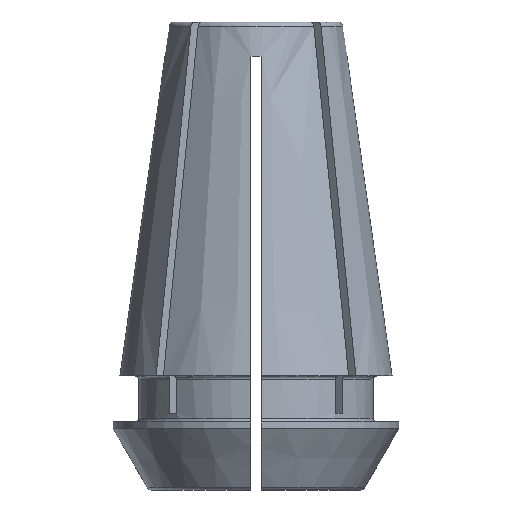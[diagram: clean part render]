
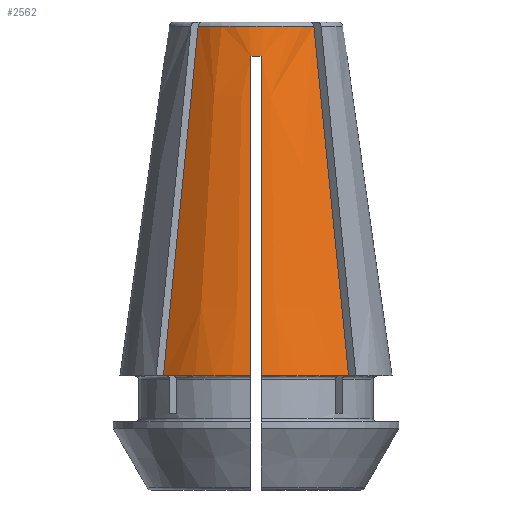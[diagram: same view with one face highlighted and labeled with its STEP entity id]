
A CAD part, front view. The second image highlights one B-rep face of the part: STEP entity #2562.
In plain terms, the highlighted conical face has half-angle 8 degrees and reference radius 5.077 mm.
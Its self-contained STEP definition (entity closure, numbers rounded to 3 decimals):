
#59=CONICAL_SURFACE('',#2789,5.077,0.14);
#157=CIRCLE('',#2770,8.);
#168=CIRCLE('',#2787,5.113);
#170=CIRCLE('',#2790,8.);
#171=CIRCLE('',#2791,5.358);
#248=B_SPLINE_CURVE_WITH_KNOTS('',3,(#3788,#3789,#3790,#3791,#3792,#3793,
#3794),.UNSPECIFIED.,.F.,.F.,(4,3,4),(0.,0.014,
0.021),.UNSPECIFIED.);
#277=B_SPLINE_CURVE_WITH_KNOTS('',3,(#4262,#4263,#4264,#4265,#4266,#4267,
#4268),.UNSPECIFIED.,.F.,.F.,(4,3,4),(0.,0.014,
0.021),.UNSPECIFIED.);
#278=B_SPLINE_CURVE_WITH_KNOTS('',3,(#4269,#4270,#4271,#4272,#4273,#4274,
#4275,#4276,#4277,#4278),.UNSPECIFIED.,.F.,.F.,(4,3,3,4),(0.008,
0.01,0.019,0.027),
 .UNSPECIFIED.);
#279=B_SPLINE_CURVE_WITH_KNOTS('',3,(#4282,#4283,#4284,#4285,#4286,#4287,
#4288,#4289,#4290,#4291),.UNSPECIFIED.,.F.,.F.,(4,3,3,4),(0.008,
0.01,0.019,0.027),
 .UNSPECIFIED.);
#574=ORIENTED_EDGE('',*,*,#1331,.T.);
#575=ORIENTED_EDGE('',*,*,#1159,.T.);
#576=ORIENTED_EDGE('',*,*,#1328,.F.);
#577=ORIENTED_EDGE('',*,*,#1332,.F.);
#578=ORIENTED_EDGE('',*,*,#1307,.T.);
#579=ORIENTED_EDGE('',*,*,#1333,.F.);
#580=ORIENTED_EDGE('',*,*,#1334,.F.);
#581=ORIENTED_EDGE('',*,*,#1335,.T.);
#1159=EDGE_CURVE('',#1566,#1565,#248,.T.);
#1307=EDGE_CURVE('',#1683,#1682,#157,.T.);
#1328=EDGE_CURVE('',#1698,#1565,#168,.T.);
#1331=EDGE_CURVE('',#1700,#1566,#170,.T.);
#1332=EDGE_CURVE('',#1683,#1698,#277,.T.);
#1333=EDGE_CURVE('',#1701,#1682,#278,.T.);
#1334=EDGE_CURVE('',#1702,#1701,#171,.T.);
#1335=EDGE_CURVE('',#1702,#1700,#279,.T.);
#1565=VERTEX_POINT('',#3787);
#1566=VERTEX_POINT('',#3795);
#1682=VERTEX_POINT('',#4202);
#1683=VERTEX_POINT('',#4204);
#1698=VERTEX_POINT('',#4252);
#1700=VERTEX_POINT('',#4261);
#1701=VERTEX_POINT('',#4279);
#1702=VERTEX_POINT('',#4281);
#2226=EDGE_LOOP('',(#574,#575,#576,#577,#578,#579,#580,#581));
#2362=FACE_BOUND('',#2226,.T.);
#2562=ADVANCED_FACE('',(#2362),#59,.T.);
#2770=AXIS2_PLACEMENT_3D('',#4203,#3245,#3246);
#2787=AXIS2_PLACEMENT_3D('',#4251,#3287,#3288);
#2789=AXIS2_PLACEMENT_3D('',#4259,#3291,#3292);
#2790=AXIS2_PLACEMENT_3D('',#4260,#3293,#3294);
#2791=AXIS2_PLACEMENT_3D('',#4280,#3295,#3296);
#3245=DIRECTION('',(0.,0.,1.));
#3246=DIRECTION('',(1.,0.,0.));
#3287=DIRECTION('',(0.,0.,1.));
#3288=DIRECTION('',(1.,0.,0.));
#3291=DIRECTION('',(0.,0.,-1.));
#3292=DIRECTION('',(-1.,0.,0.));
#3293=DIRECTION('',(0.,0.,1.));
#3294=DIRECTION('',(1.,0.,0.));
#3295=DIRECTION('',(0.,0.,-1.));
#3296=DIRECTION('',(-1.,0.,0.));
#3787=CARTESIAN_POINT('',(3.397,-3.821,27.442));
#3788=CARTESIAN_POINT('',(5.441,-5.865,6.9));
#3789=CARTESIAN_POINT('',(4.98,-5.404,11.536));
#3790=CARTESIAN_POINT('',(4.519,-4.943,16.172));
#3791=CARTESIAN_POINT('',(4.057,-4.482,20.808));
#3792=CARTESIAN_POINT('',(3.837,-4.262,23.019));
#3793=CARTESIAN_POINT('',(3.617,-4.041,25.231));
#3794=CARTESIAN_POINT('',(3.397,-3.821,27.442));
#3795=CARTESIAN_POINT('',(5.441,-5.865,6.9));
#4202=CARTESIAN_POINT('',(-0.3,-7.994,6.9));
#4203=CARTESIAN_POINT('',(0.,0.,6.9));
#4204=CARTESIAN_POINT('',(-5.441,-5.865,6.9));
#4251=CARTESIAN_POINT('',(0.,0.,27.442));
#4252=CARTESIAN_POINT('',(-3.397,-3.821,27.442));
#4259=CARTESIAN_POINT('',(0.,0.,27.7));
#4260=CARTESIAN_POINT('',(0.,0.,6.9));
#4261=CARTESIAN_POINT('',(0.3,-7.994,6.9));
#4262=CARTESIAN_POINT('',(-5.441,-5.865,6.9));
#4263=CARTESIAN_POINT('',(-4.98,-5.404,11.536));
#4264=CARTESIAN_POINT('',(-4.519,-4.943,16.172));
#4265=CARTESIAN_POINT('',(-4.057,-4.482,20.808));
#4266=CARTESIAN_POINT('',(-3.837,-4.262,23.019));
#4267=CARTESIAN_POINT('',(-3.617,-4.041,25.231));
#4268=CARTESIAN_POINT('',(-3.397,-3.821,27.442));
#4269=CARTESIAN_POINT('',(-0.3,-5.349,25.7));
#4270=CARTESIAN_POINT('',(-0.3,-5.41,25.271));
#4271=CARTESIAN_POINT('',(-0.3,-5.47,24.843));
#4272=CARTESIAN_POINT('',(-0.3,-5.53,24.414));
#4273=CARTESIAN_POINT('',(-0.3,-5.982,21.204));
#4274=CARTESIAN_POINT('',(-0.3,-6.434,17.995));
#4275=CARTESIAN_POINT('',(-0.3,-6.885,14.785));
#4276=CARTESIAN_POINT('',(-0.3,-7.255,12.157));
#4277=CARTESIAN_POINT('',(-0.3,-7.625,9.528));
#4278=CARTESIAN_POINT('',(-0.3,-7.994,6.9));
#4279=CARTESIAN_POINT('',(-0.3,-5.349,25.7));
#4280=CARTESIAN_POINT('',(0.,0.,25.7));
#4281=CARTESIAN_POINT('',(0.3,-5.349,25.7));
#4282=CARTESIAN_POINT('',(0.3,-5.349,25.7));
#4283=CARTESIAN_POINT('',(0.3,-5.41,25.271));
#4284=CARTESIAN_POINT('',(0.3,-5.47,24.843));
#4285=CARTESIAN_POINT('',(0.3,-5.53,24.414));
#4286=CARTESIAN_POINT('',(0.3,-5.982,21.204));
#4287=CARTESIAN_POINT('',(0.3,-6.434,17.995));
#4288=CARTESIAN_POINT('',(0.3,-6.885,14.785));
#4289=CARTESIAN_POINT('',(0.3,-7.255,12.157));
#4290=CARTESIAN_POINT('',(0.3,-7.625,9.528));
#4291=CARTESIAN_POINT('',(0.3,-7.994,6.9));
